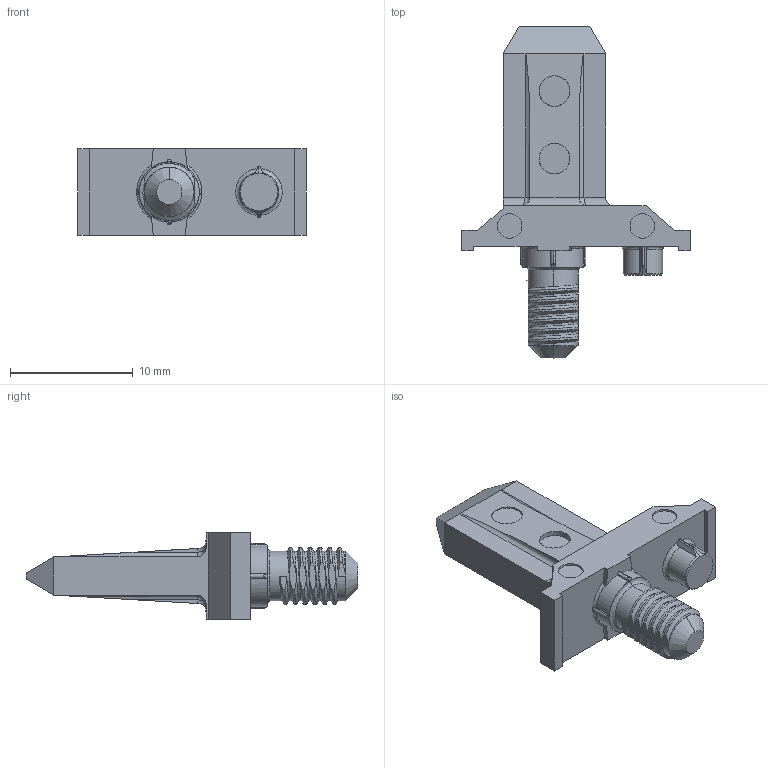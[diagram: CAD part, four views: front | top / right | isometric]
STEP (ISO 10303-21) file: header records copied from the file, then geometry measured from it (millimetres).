
FILE_DESCRIPTION (( 'STEP AP214' ), '1' );
FILE_NAME ('EGBM-VT-1-18.3-20.step', '2017-07-24T08:42:28', ( '' ), ( '' ), 'SwSTEP 2.0', 'SolidWorks 2014', '' );
FILE_SCHEMA (( 'AUTOMOTIVE_DESIGN' ));
Length unit declared in the file: millimetre
Products named in the file (1): EGBM-VT-1-18.3-20
Bounding box: 18.6 x 27.02 x 7.05 mm (x, y, z)
Volume: 904.6 mm3; surface area: 880 mm2
Topology: 1 solids, 1 shells, 159 faces, 425 edges, 270 vertices
Faces by surface type: plane 73, cylinder 51, bspline 26, cone 9
Entity records: 8521 total; most frequent: CARTESIAN_POINT 4975, ORIENTED_EDGE 842, DIRECTION 597, EDGE_CURVE 421, VERTEX_POINT 270, LINE 217, VECTOR 217, AXIS2_PLACEMENT_3D 190
